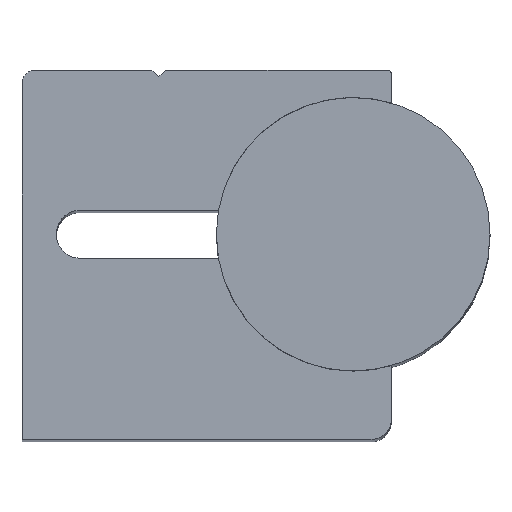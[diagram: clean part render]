
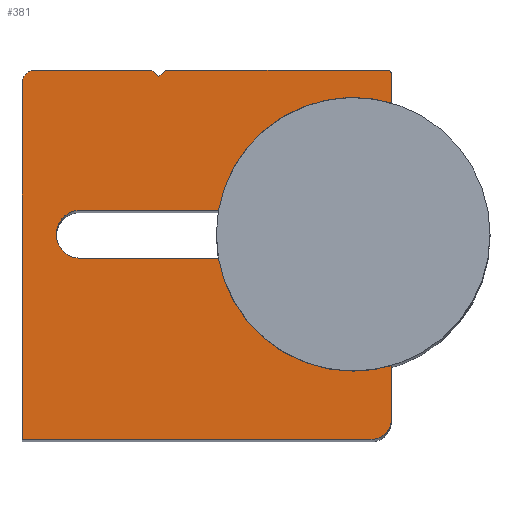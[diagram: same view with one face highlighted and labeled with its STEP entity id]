
A CAD part, top view. The second image highlights one B-rep face of the part: STEP entity #381.
In plain terms, the highlighted planar face has unit normal (0, 0, 1).
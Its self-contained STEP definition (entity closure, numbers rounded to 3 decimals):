
#28=CIRCLE('',#457,0.3);
#30=CIRCLE('',#461,10.);
#32=CIRCLE('',#465,1.75);
#34=CIRCLE('',#469,10.);
#36=CIRCLE('',#473,1.5);
#38=CIRCLE('',#478,1.);
#64=FACE_OUTER_BOUND('',#85,.T.);
#85=EDGE_LOOP('',(#313,#314,#315,#316,#317,#318,#319,#320,#321,#322,#323,
#324,#325,#326,#327,#328));
#92=LINE('',#616,#129);
#95=LINE('',#622,#132);
#98=LINE('',#628,#135);
#102=LINE('',#640,#139);
#106=LINE('',#652,#143);
#110=LINE('',#664,#147);
#114=LINE('',#676,#151);
#118=LINE('',#688,#155);
#121=LINE('',#694,#158);
#125=LINE('',#704,#162);
#129=VECTOR('',#498,10.);
#132=VECTOR('',#503,10.);
#135=VECTOR('',#508,10.);
#139=VECTOR('',#520,10.);
#143=VECTOR('',#532,10.);
#147=VECTOR('',#544,10.);
#151=VECTOR('',#556,10.);
#155=VECTOR('',#568,10.);
#158=VECTOR('',#573,10.);
#162=VECTOR('',#585,10.);
#166=VERTEX_POINT('',#613);
#167=VERTEX_POINT('',#615);
#169=VERTEX_POINT('',#621);
#171=VERTEX_POINT('',#627);
#173=VERTEX_POINT('',#633);
#175=VERTEX_POINT('',#639);
#177=VERTEX_POINT('',#645);
#179=VERTEX_POINT('',#651);
#181=VERTEX_POINT('',#657);
#183=VERTEX_POINT('',#663);
#185=VERTEX_POINT('',#669);
#187=VERTEX_POINT('',#675);
#189=VERTEX_POINT('',#681);
#191=VERTEX_POINT('',#687);
#193=VERTEX_POINT('',#693);
#195=VERTEX_POINT('',#699);
#200=EDGE_CURVE('',#167,#166,#92,.T.);
#203=EDGE_CURVE('',#169,#167,#95,.T.);
#206=EDGE_CURVE('',#171,#169,#98,.T.);
#209=EDGE_CURVE('',#173,#171,#28,.T.);
#212=EDGE_CURVE('',#175,#173,#102,.T.);
#215=EDGE_CURVE('',#177,#175,#30,.T.);
#218=EDGE_CURVE('',#179,#177,#106,.T.);
#221=EDGE_CURVE('',#181,#179,#32,.T.);
#224=EDGE_CURVE('',#183,#181,#110,.T.);
#227=EDGE_CURVE('',#185,#183,#34,.T.);
#230=EDGE_CURVE('',#187,#185,#114,.T.);
#233=EDGE_CURVE('',#189,#187,#36,.T.);
#236=EDGE_CURVE('',#191,#189,#118,.T.);
#239=EDGE_CURVE('',#193,#191,#121,.T.);
#242=EDGE_CURVE('',#195,#193,#38,.T.);
#245=EDGE_CURVE('',#166,#195,#125,.T.);
#313=ORIENTED_EDGE('',*,*,#245,.T.);
#314=ORIENTED_EDGE('',*,*,#242,.T.);
#315=ORIENTED_EDGE('',*,*,#239,.T.);
#316=ORIENTED_EDGE('',*,*,#236,.T.);
#317=ORIENTED_EDGE('',*,*,#233,.T.);
#318=ORIENTED_EDGE('',*,*,#230,.T.);
#319=ORIENTED_EDGE('',*,*,#227,.T.);
#320=ORIENTED_EDGE('',*,*,#224,.T.);
#321=ORIENTED_EDGE('',*,*,#221,.T.);
#322=ORIENTED_EDGE('',*,*,#218,.T.);
#323=ORIENTED_EDGE('',*,*,#215,.T.);
#324=ORIENTED_EDGE('',*,*,#212,.T.);
#325=ORIENTED_EDGE('',*,*,#209,.T.);
#326=ORIENTED_EDGE('',*,*,#206,.T.);
#327=ORIENTED_EDGE('',*,*,#203,.T.);
#328=ORIENTED_EDGE('',*,*,#200,.T.);
#361=PLANE('',#480);
#381=ADVANCED_FACE('',(#64),#361,.T.);
#457=AXIS2_PLACEMENT_3D('',#634,#514,#515);
#461=AXIS2_PLACEMENT_3D('',#646,#526,#527);
#465=AXIS2_PLACEMENT_3D('',#658,#538,#539);
#469=AXIS2_PLACEMENT_3D('',#670,#550,#551);
#473=AXIS2_PLACEMENT_3D('',#682,#562,#563);
#478=AXIS2_PLACEMENT_3D('',#700,#579,#580);
#480=AXIS2_PLACEMENT_3D('',#705,#586,#587);
#498=DIRECTION('',(-0.707,0.707,0.));
#503=DIRECTION('',(-0.707,-0.707,0.));
#508=DIRECTION('',(-1.,0.,0.));
#514=DIRECTION('center_axis',(0.,0.,1.));
#515=DIRECTION('ref_axis',(1.,0.,0.));
#520=DIRECTION('',(0.,1.,0.));
#526=DIRECTION('center_axis',(0.,0.,-1.));
#527=DIRECTION('ref_axis',(-0.28,-0.96,0.));
#532=DIRECTION('',(1.,0.,0.));
#538=DIRECTION('center_axis',(0.,0.,-1.));
#539=DIRECTION('ref_axis',(0.,-1.,0.));
#544=DIRECTION('',(-1.,0.,0.));
#550=DIRECTION('center_axis',(0.,0.,-1.));
#551=DIRECTION('ref_axis',(0.985,0.175,0.));
#556=DIRECTION('',(0.,1.,0.));
#562=DIRECTION('center_axis',(0.,0.,1.));
#563=DIRECTION('ref_axis',(0.,-1.,0.));
#568=DIRECTION('',(1.,0.,0.));
#573=DIRECTION('',(0.,-1.,0.));
#579=DIRECTION('center_axis',(0.,0.,1.));
#580=DIRECTION('ref_axis',(0.,1.,0.));
#585=DIRECTION('',(-1.,0.,0.));
#586=DIRECTION('center_axis',(0.,0.,1.));
#587=DIRECTION('ref_axis',(1.,0.,0.));
#613=CARTESIAN_POINT('',(-14.7,12.,100.));
#615=CARTESIAN_POINT('',(-14.2,11.5,100.));
#616=CARTESIAN_POINT('',(-14.2,11.5,100.));
#621=CARTESIAN_POINT('',(-13.7,12.,100.));
#622=CARTESIAN_POINT('',(-13.7,12.,100.));
#627=CARTESIAN_POINT('',(2.5,12.,100.));
#628=CARTESIAN_POINT('',(2.5,12.,100.));
#633=CARTESIAN_POINT('',(2.8,11.7,100.));
#634=CARTESIAN_POINT('Origin',(2.5,11.7,100.));
#639=CARTESIAN_POINT('',(2.8,9.6,100.));
#640=CARTESIAN_POINT('',(2.8,9.6,100.));
#645=CARTESIAN_POINT('',(-9.846,1.75,100.));
#646=CARTESIAN_POINT('Origin',(0.,0.,100.));
#651=CARTESIAN_POINT('',(-19.95,1.75,100.));
#652=CARTESIAN_POINT('',(-19.95,1.75,100.));
#657=CARTESIAN_POINT('',(-19.95,-1.75,100.));
#658=CARTESIAN_POINT('Origin',(-19.95,0.,
100.));
#663=CARTESIAN_POINT('',(-9.846,-1.75,100.));
#664=CARTESIAN_POINT('',(-9.846,-1.75,100.));
#669=CARTESIAN_POINT('',(2.8,-9.6,100.));
#670=CARTESIAN_POINT('Origin',(0.,0.,100.));
#675=CARTESIAN_POINT('',(2.8,-13.5,100.));
#676=CARTESIAN_POINT('',(2.8,-13.5,100.));
#681=CARTESIAN_POINT('',(1.3,-15.,100.));
#682=CARTESIAN_POINT('Origin',(1.3,-13.5,100.));
#687=CARTESIAN_POINT('',(-24.2,-15.,100.));
#688=CARTESIAN_POINT('',(-24.2,-15.,100.));
#693=CARTESIAN_POINT('',(-24.2,11.,100.));
#694=CARTESIAN_POINT('',(-24.2,11.,100.));
#699=CARTESIAN_POINT('',(-23.2,12.,100.));
#700=CARTESIAN_POINT('Origin',(-23.2,11.,100.));
#704=CARTESIAN_POINT('',(-14.7,12.,100.));
#705=CARTESIAN_POINT('Origin',(-12.498,-1.113,100.));
